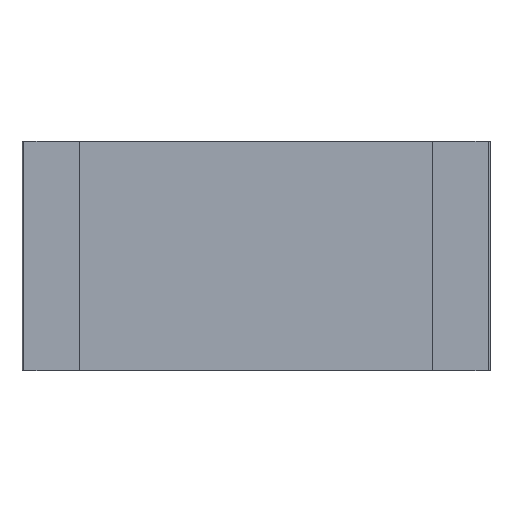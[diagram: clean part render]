
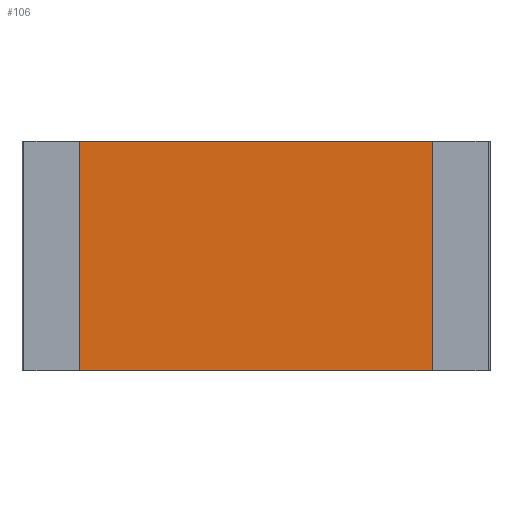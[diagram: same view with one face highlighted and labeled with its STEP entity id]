
A CAD part, top view. The second image highlights one B-rep face of the part: STEP entity #106.
In plain terms, the highlighted planar face has unit normal (0, 0, 1).
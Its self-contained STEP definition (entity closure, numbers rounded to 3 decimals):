
#106=ADVANCED_FACE('',(#152),#1541,.T.);
#152=FACE_OUTER_BOUND('',#198,.T.);
#198=EDGE_LOOP('',(#411,#412,#413,#414));
#411=ORIENTED_EDGE('',*,*,#1279,.T.);
#412=ORIENTED_EDGE('',*,*,#1280,.T.);
#413=ORIENTED_EDGE('',*,*,#1281,.T.);
#414=ORIENTED_EDGE('',*,*,#1276,.F.);
#636=PCURVE('',#1540,#864);
#639=PCURVE('',#1541,#867);
#640=PCURVE('',#1541,#868);
#641=PCURVE('',#1541,#869);
#642=PCURVE('',#1541,#870);
#646=PCURVE('',#1542,#874);
#653=PCURVE('',#1544,#881);
#656=PCURVE('',#1545,#884);
#864=DEFINITIONAL_REPRESENTATION('',(#1026),#2764);
#867=DEFINITIONAL_REPRESENTATION('',(#1032),#2764);
#868=DEFINITIONAL_REPRESENTATION('',(#1034),#2764);
#869=DEFINITIONAL_REPRESENTATION('',(#1036),#2764);
#870=DEFINITIONAL_REPRESENTATION('',(#1037),#2764);
#874=DEFINITIONAL_REPRESENTATION('',(#1044),#2764);
#881=DEFINITIONAL_REPRESENTATION('',(#1053),#2764);
#884=DEFINITIONAL_REPRESENTATION('',(#1056),#2764);
#1025=B_SPLINE_CURVE_WITH_KNOTS('',1,(#2694,#2695),.UNSPECIFIED.,.F.,.F.,
(2,2),(0.,2.4),.UNSPECIFIED.);
#1026=B_SPLINE_CURVE_WITH_KNOTS('',1,(#2696,#2697),.UNSPECIFIED.,.F.,.F.,
(2,2),(0.,2.4),.UNSPECIFIED.);
#1031=B_SPLINE_CURVE_WITH_KNOTS('',1,(#2706,#2707),.UNSPECIFIED.,.F.,.F.,
(2,2),(0.05,3.75),.UNSPECIFIED.);
#1032=B_SPLINE_CURVE_WITH_KNOTS('',1,(#2708,#2709),.UNSPECIFIED.,.F.,.F.,
(2,2),(0.05,3.75),.UNSPECIFIED.);
#1033=B_SPLINE_CURVE_WITH_KNOTS('',1,(#2710,#2711),.UNSPECIFIED.,.F.,.F.,
(2,2),(0.,2.4),.UNSPECIFIED.);
#1034=B_SPLINE_CURVE_WITH_KNOTS('',1,(#2712,#2713),.UNSPECIFIED.,.F.,.F.,
(2,2),(0.,2.4),.UNSPECIFIED.);
#1035=B_SPLINE_CURVE_WITH_KNOTS('',1,(#2714,#2715),.UNSPECIFIED.,.F.,.F.,
(2,2),(-3.75,-0.05),.UNSPECIFIED.);
#1036=B_SPLINE_CURVE_WITH_KNOTS('',1,(#2716,#2717),.UNSPECIFIED.,.F.,.F.,
(2,2),(-3.75,-0.05),.UNSPECIFIED.);
#1037=B_SPLINE_CURVE_WITH_KNOTS('',1,(#2718,#2719),.UNSPECIFIED.,.F.,.F.,
(2,2),(0.,2.4),.UNSPECIFIED.);
#1044=B_SPLINE_CURVE_WITH_KNOTS('',1,(#2732,#2733),.UNSPECIFIED.,.F.,.F.,
(2,2),(0.,2.4),.UNSPECIFIED.);
#1053=B_SPLINE_CURVE_WITH_KNOTS('',1,(#2750,#2751),.UNSPECIFIED.,.F.,.F.,
(2,2),(0.05,3.75),.UNSPECIFIED.);
#1056=B_SPLINE_CURVE_WITH_KNOTS('',1,(#2756,#2757),.UNSPECIFIED.,.F.,.F.,
(2,2),(-3.75,-0.05),.UNSPECIFIED.);
#1162=SURFACE_CURVE('',#1025,(#636,#642),.PCURVE_S1.);
#1165=SURFACE_CURVE('',#1031,(#639,#653),.PCURVE_S1.);
#1166=SURFACE_CURVE('',#1033,(#640,#646),.PCURVE_S1.);
#1167=SURFACE_CURVE('',#1035,(#641,#656),.PCURVE_S1.);
#1276=EDGE_CURVE('',#1527,#1528,#1162,.T.);
#1279=EDGE_CURVE('',#1527,#1530,#1165,.T.);
#1280=EDGE_CURVE('',#1530,#1531,#1166,.T.);
#1281=EDGE_CURVE('',#1531,#1528,#1167,.T.);
#1527=VERTEX_POINT('',#2683);
#1528=VERTEX_POINT('',#2684);
#1530=VERTEX_POINT('',#2686);
#1531=VERTEX_POINT('',#2687);
#1540=PLANE('',#1606);
#1541=PLANE('',#1607);
#1542=PLANE('',#1608);
#1544=PLANE('',#1610);
#1545=PLANE('',#1611);
#1606=AXIS2_PLACEMENT_3D('',#2676,#1622,$);
#1607=AXIS2_PLACEMENT_3D('',#2677,#1623,$);
#1608=AXIS2_PLACEMENT_3D('',#2678,#1624,$);
#1610=AXIS2_PLACEMENT_3D('',#2680,#1626,$);
#1611=AXIS2_PLACEMENT_3D('',#2681,#1627,$);
#1622=DIRECTION('',(-1.,0.,0.));
#1623=DIRECTION('',(0.,0.,1.));
#1624=DIRECTION('',(1.,0.,0.));
#1626=DIRECTION('',(0.,-1.,0.));
#1627=DIRECTION('',(0.,1.,0.));
#2676=CARTESIAN_POINT('',(-1.85,-1.2,0.5));
#2677=CARTESIAN_POINT('',(-1.85,-1.2,0.55));
#2678=CARTESIAN_POINT('',(1.85,-1.2,0.55));
#2680=CARTESIAN_POINT('',(-1.85,-1.2,0.5));
#2681=CARTESIAN_POINT('',(-1.85,1.2,0.5));
#2683=CARTESIAN_POINT('',(-1.85,-1.2,0.55));
#2684=CARTESIAN_POINT('',(-1.85,1.2,0.55));
#2686=CARTESIAN_POINT('',(1.85,-1.2,0.55));
#2687=CARTESIAN_POINT('',(1.85,1.2,0.55));
#2694=CARTESIAN_POINT('',(-1.85,-1.2,0.55));
#2695=CARTESIAN_POINT('',(-1.85,1.2,0.55));
#2696=CARTESIAN_POINT('',(0.05,0.));
#2697=CARTESIAN_POINT('',(0.05,2.4));
#2706=CARTESIAN_POINT('',(-1.85,-1.2,0.55));
#2707=CARTESIAN_POINT('',(1.85,-1.2,0.55));
#2708=CARTESIAN_POINT('',(0.05,0.));
#2709=CARTESIAN_POINT('',(3.75,0.));
#2710=CARTESIAN_POINT('',(1.85,-1.2,0.55));
#2711=CARTESIAN_POINT('',(1.85,1.2,0.55));
#2712=CARTESIAN_POINT('',(3.75,0.));
#2713=CARTESIAN_POINT('',(3.75,2.4));
#2714=CARTESIAN_POINT('',(1.85,1.2,0.55));
#2715=CARTESIAN_POINT('',(-1.85,1.2,0.55));
#2716=CARTESIAN_POINT('',(3.75,2.4));
#2717=CARTESIAN_POINT('',(0.05,2.4));
#2718=CARTESIAN_POINT('',(0.05,0.));
#2719=CARTESIAN_POINT('',(0.05,2.4));
#2732=CARTESIAN_POINT('',(3.75,0.));
#2733=CARTESIAN_POINT('',(3.75,2.4));
#2750=CARTESIAN_POINT('',(0.,0.05));
#2751=CARTESIAN_POINT('',(3.7,0.05));
#2756=CARTESIAN_POINT('',(0.05,3.7));
#2757=CARTESIAN_POINT('',(0.05,0.));
#2764=(
GEOMETRIC_REPRESENTATION_CONTEXT(2)
PARAMETRIC_REPRESENTATION_CONTEXT()
REPRESENTATION_CONTEXT('pspace','')
);
